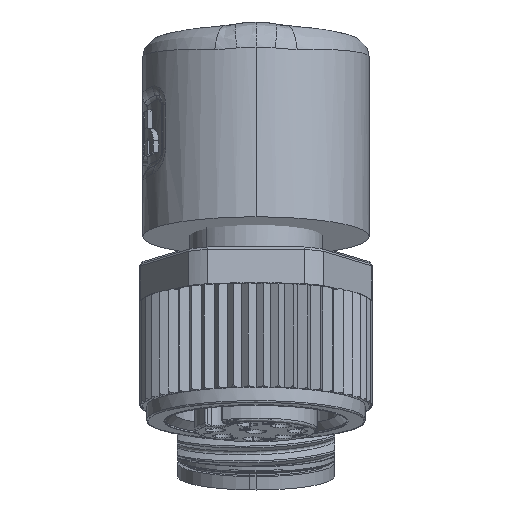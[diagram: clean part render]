
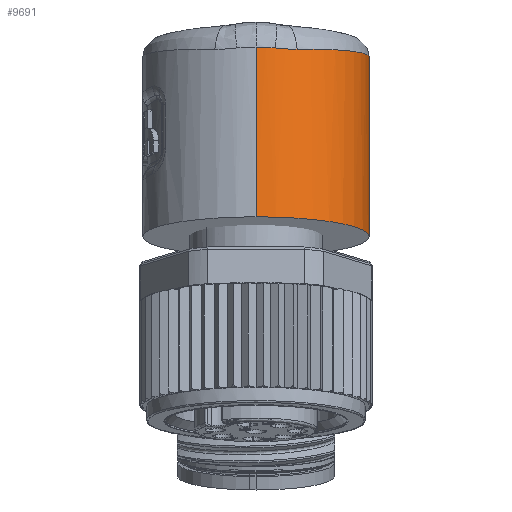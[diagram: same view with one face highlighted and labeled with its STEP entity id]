
A CAD part, front view. The second image highlights one B-rep face of the part: STEP entity #9691.
In plain terms, the highlighted cylindrical face has radius 7.5 mm (diameter 15 mm), a partial arc.
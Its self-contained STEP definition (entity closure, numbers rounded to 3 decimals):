
#9691=ADVANCED_FACE('',(#19489),#19490,.T.);
#19489=FACE_OUTER_BOUND('',#48298,.T.);
#19490=CYLINDRICAL_SURFACE('',#48299,7.5);
#48298=EDGE_LOOP('',(#78528,#78529,#78530,#78531,#78532,#78533,#78534,#78535,#78536,#78537,#78538));
#48299=AXIS2_PLACEMENT_3D('',#78539,#78540,#78541);
#78528=ORIENTED_EDGE('',*,*,#90298,.F.);
#78529=ORIENTED_EDGE('',*,*,#90302,.F.);
#78530=ORIENTED_EDGE('',*,*,#90439,.F.);
#78531=ORIENTED_EDGE('',*,*,#90440,.F.);
#78532=ORIENTED_EDGE('',*,*,#90441,.F.);
#78533=ORIENTED_EDGE('',*,*,#90304,.F.);
#78534=ORIENTED_EDGE('',*,*,#90294,.F.);
#78535=ORIENTED_EDGE('',*,*,#90442,.F.);
#78536=ORIENTED_EDGE('',*,*,#90349,.T.);
#78537=ORIENTED_EDGE('',*,*,#90443,.T.);
#78538=ORIENTED_EDGE('',*,*,#90291,.F.);
#78539=CARTESIAN_POINT('',(0.0,6.646,-7.682));
#78540=DIRECTION('',(0.0,-0.174,-0.985));
#78541=DIRECTION('',(0.0,-0.985,0.174));
#90291=EDGE_CURVE('',#107164,#107160,#107166,.T.);
#90294=EDGE_CURVE('',#107168,#107170,#107171,.T.);
#90298=EDGE_CURVE('',#107174,#107164,#107176,.T.);
#90302=EDGE_CURVE('',#107180,#107174,#107182,.T.);
#90304=EDGE_CURVE('',#107170,#107184,#107185,.T.);
#90349=EDGE_CURVE('',#107245,#107244,#107247,.T.);
#90439=EDGE_CURVE('',#107373,#107180,#107374,.T.);
#90440=EDGE_CURVE('',#107375,#107373,#107376,.T.);
#90441=EDGE_CURVE('',#107184,#107375,#107377,.T.);
#90442=EDGE_CURVE('',#107245,#107168,#107378,.T.);
#90443=EDGE_CURVE('',#107244,#107160,#107379,.T.);
#107160=VERTEX_POINT('',#140706);
#107164=VERTEX_POINT('',#140734);
#107166=B_SPLINE_CURVE_WITH_KNOTS('',3,(#140740,#140741,#140742,#140743,#140744,#140745,#140746,#140747,#140748,#140749,#140750,#140751,#140752,#140753,#140754,#140755,#140756,#140757,#140758,#140759,#140760,#140761),.UNSPECIFIED.,.F.,.F.,(4,1,1,1,1,1,1,1,1,1,1,1,1,1,1,1,1,1,1,4),(0.0,0.053,0.105,0.158,0.211,0.263,0.316,0.368,0.421,0.474,0.526,0.579,0.632,0.684,0.737,0.789,0.842,0.895,0.947,1.0),.UNSPECIFIED.);
#107168=VERTEX_POINT('',#140763);
#107170=VERTEX_POINT('',#140771);
#107171=B_SPLINE_CURVE_WITH_KNOTS('',3,(#140772,#140773,#140774,#140775,#140776,#140777,#140778,#140779),.UNSPECIFIED.,.F.,.F.,(4,1,1,1,1,4),(0.0,0.203,0.406,0.606,0.804,1.0),.UNSPECIFIED.);
#107174=VERTEX_POINT('',#140788);
#107176=B_SPLINE_CURVE_WITH_KNOTS('',3,(#140793,#140794,#140795,#140796,#140797,#140798),.UNSPECIFIED.,.F.,.F.,(4,1,1,4),(0.0,0.333,0.667,1.0),.UNSPECIFIED.);
#107180=VERTEX_POINT('',#140807);
#107182=B_SPLINE_CURVE_WITH_KNOTS('',3,(#140812,#140813,#140814,#140815,#140816,#140817),.UNSPECIFIED.,.F.,.F.,(4,1,1,4),(0.0,0.333,0.667,1.0),.UNSPECIFIED.);
#107184=VERTEX_POINT('',#140819);
#107185=B_SPLINE_CURVE_WITH_KNOTS('',3,(#140820,#140821,#140822,#140823,#140824,#140825),.UNSPECIFIED.,.F.,.F.,(4,1,1,4),(0.0,0.333,0.667,1.0),.UNSPECIFIED.);
#107244=VERTEX_POINT('',#141014);
#107245=VERTEX_POINT('',#141015);
#107247=CIRCLE('',#141017,7.5);
#107373=VERTEX_POINT('',#141728);
#107374=B_SPLINE_CURVE_WITH_KNOTS('',3,(#141729,#141730,#141731,#141732,#141733,#141734),.UNSPECIFIED.,.F.,.F.,(4,1,1,4),(0.0,0.333,0.667,1.0),.UNSPECIFIED.);
#107375=VERTEX_POINT('',#141735);
#107376=B_SPLINE_CURVE_WITH_KNOTS('',3,(#141736,#141737,#141738,#141739,#141740,#141741),.UNSPECIFIED.,.F.,.F.,(4,1,1,4),(0.0,0.333,0.667,1.0),.UNSPECIFIED.);
#107377=B_SPLINE_CURVE_WITH_KNOTS('',3,(#141742,#141743,#141744,#141745,#141746,#141747,#141748,#141749,#141750,#141751,#141752,#141753,#141754,#141755,#141756),.UNSPECIFIED.,.F.,.F.,(4,1,1,1,1,1,1,1,1,1,1,1,4),(0.0,0.083,0.167,0.25,0.333,0.417,0.5,0.583,0.667,0.75,0.833,0.917,1.0),.UNSPECIFIED.);
#107378=LINE('',#141757,#141758);
#107379=LINE('',#141759,#141760);
#140706=CARTESIAN_POINT('',(0.,14.348,-7.187));
#140734=CARTESIAN_POINT('',(6.536,11.568,-0.949));
#140740=CARTESIAN_POINT('',(6.536,11.568,-0.949));
#140741=CARTESIAN_POINT('',(6.52,11.574,-1.077));
#140742=CARTESIAN_POINT('',(6.481,11.598,-1.342));
#140743=CARTESIAN_POINT('',(6.394,11.67,-1.769));
#140744=CARTESIAN_POINT('',(6.273,11.784,-2.227));
#140745=CARTESIAN_POINT('',(6.109,11.942,-2.719));
#140746=CARTESIAN_POINT('',(5.893,12.145,-3.24));
#140747=CARTESIAN_POINT('',(5.622,12.382,-3.772));
#140748=CARTESIAN_POINT('',(5.296,12.642,-4.298));
#140749=CARTESIAN_POINT('',(4.928,12.904,-4.791));
#140750=CARTESIAN_POINT('',(4.528,13.155,-5.239));
#140751=CARTESIAN_POINT('',(4.105,13.387,-5.637));
#140752=CARTESIAN_POINT('',(3.667,13.595,-5.984));
#140753=CARTESIAN_POINT('',(3.219,13.777,-6.282));
#140754=CARTESIAN_POINT('',(2.764,13.934,-6.534));
#140755=CARTESIAN_POINT('',(2.305,14.064,-6.741));
#140756=CARTESIAN_POINT('',(1.844,14.169,-6.907));
#140757=CARTESIAN_POINT('',(1.381,14.25,-7.034));
#140758=CARTESIAN_POINT('',(0.918,14.307,-7.123));
#140759=CARTESIAN_POINT('',(0.457,14.341,-7.175));
#140760=CARTESIAN_POINT('',(0.152,14.348,-7.187));
#140761=CARTESIAN_POINT('',(0.,14.348,-7.187));
#140763=CARTESIAN_POINT('',(0.,1.239,4.847));
#140771=CARTESIAN_POINT('',(1.266,1.337,4.784));
#140772=CARTESIAN_POINT('',(0.,1.239,4.847));
#140773=CARTESIAN_POINT('',(0.086,1.239,4.847));
#140774=CARTESIAN_POINT('',(0.259,1.242,4.846));
#140775=CARTESIAN_POINT('',(0.516,1.254,4.839));
#140776=CARTESIAN_POINT('',(0.769,1.274,4.828));
#140777=CARTESIAN_POINT('',(1.019,1.302,4.81));
#140778=CARTESIAN_POINT('',(1.184,1.325,4.794));
#140779=CARTESIAN_POINT('',(1.266,1.337,4.784));
#140788=CARTESIAN_POINT('',(6.569,11.604,-0.401));
#140793=CARTESIAN_POINT('',(6.569,11.604,-0.401));
#140794=CARTESIAN_POINT('',(6.569,11.594,-0.458));
#140795=CARTESIAN_POINT('',(6.568,11.576,-0.576));
#140796=CARTESIAN_POINT('',(6.557,11.563,-0.758));
#140797=CARTESIAN_POINT('',(6.544,11.565,-0.885));
#140798=CARTESIAN_POINT('',(6.536,11.568,-0.949));
#140807=CARTESIAN_POINT('',(6.561,11.795,0.599));
#140812=CARTESIAN_POINT('',(6.561,11.795,0.599));
#140813=CARTESIAN_POINT('',(6.562,11.774,0.488));
#140814=CARTESIAN_POINT('',(6.564,11.732,0.266));
#140815=CARTESIAN_POINT('',(6.567,11.667,-0.067));
#140816=CARTESIAN_POINT('',(6.568,11.625,-0.29));
#140817=CARTESIAN_POINT('',(6.569,11.604,-0.401));
#140819=CARTESIAN_POINT('',(2.72,1.732,4.701));
#140820=CARTESIAN_POINT('',(1.266,1.337,4.784));
#140821=CARTESIAN_POINT('',(1.44,1.364,4.765));
#140822=CARTESIAN_POINT('',(1.781,1.43,4.731));
#140823=CARTESIAN_POINT('',(2.267,1.564,4.702));
#140824=CARTESIAN_POINT('',(2.572,1.673,4.699));
#140825=CARTESIAN_POINT('',(2.72,1.732,4.701));
#141014=CARTESIAN_POINT('',(0.,14.032,-8.984));
#141015=CARTESIAN_POINT('',(0.0,-0.741,-6.379));
#141017=AXIS2_PLACEMENT_3D('',#154755,#154756,#154757);
#141728=CARTESIAN_POINT('',(6.507,12.012,1.274));
#141729=CARTESIAN_POINT('',(6.507,12.012,1.274));
#141730=CARTESIAN_POINT('',(6.519,11.977,1.194));
#141731=CARTESIAN_POINT('',(6.539,11.913,1.038));
#141732=CARTESIAN_POINT('',(6.556,11.841,0.812));
#141733=CARTESIAN_POINT('',(6.561,11.808,0.669));
#141734=CARTESIAN_POINT('',(6.561,11.795,0.599));
#141735=CARTESIAN_POINT('',(5.818,13.425,3.511));
#141736=CARTESIAN_POINT('',(5.818,13.425,3.511));
#141737=CARTESIAN_POINT('',(5.945,13.22,3.248));
#141738=CARTESIAN_POINT('',(6.158,12.838,2.731));
#141739=CARTESIAN_POINT('',(6.378,12.363,1.986));
#141740=CARTESIAN_POINT('',(6.471,12.117,1.509));
#141741=CARTESIAN_POINT('',(6.507,12.012,1.274));
#141742=CARTESIAN_POINT('',(2.72,1.732,4.701));
#141743=CARTESIAN_POINT('',(3.086,1.877,4.707));
#141744=CARTESIAN_POINT('',(3.796,2.226,4.71));
#141745=CARTESIAN_POINT('',(4.763,2.904,4.689));
#141746=CARTESIAN_POINT('',(5.613,3.722,4.644));
#141747=CARTESIAN_POINT('',(6.321,4.651,4.577));
#141748=CARTESIAN_POINT('',(6.89,5.702,4.488));
#141749=CARTESIAN_POINT('',(7.282,6.819,4.381));
#141750=CARTESIAN_POINT('',(7.492,7.984,4.257));
#141751=CARTESIAN_POINT('',(7.52,9.138,4.124));
#141752=CARTESIAN_POINT('',(7.361,10.32,3.976));
#141753=CARTESIAN_POINT('',(7.019,11.445,3.823));
#141754=CARTESIAN_POINT('',(6.508,12.494,3.667));
#141755=CARTESIAN_POINT('',(6.063,13.128,3.563));
#141756=CARTESIAN_POINT('',(5.818,13.425,3.511));
#141757=CARTESIAN_POINT('',(0.0,-0.741,-6.379));
#141758=VECTOR('',#154777,11.4);
#141759=CARTESIAN_POINT('',(0.,14.032,-8.984));
#141760=VECTOR('',#154778,1.825);
#154755=CARTESIAN_POINT('',(0.0,6.646,-7.682));
#154756=DIRECTION('',(0.0,0.174,0.985));
#154757=DIRECTION('',(0.0,-0.985,0.174));
#154777=DIRECTION('',(0.,0.174,0.985));
#154778=DIRECTION('',(0.,0.174,0.985));
